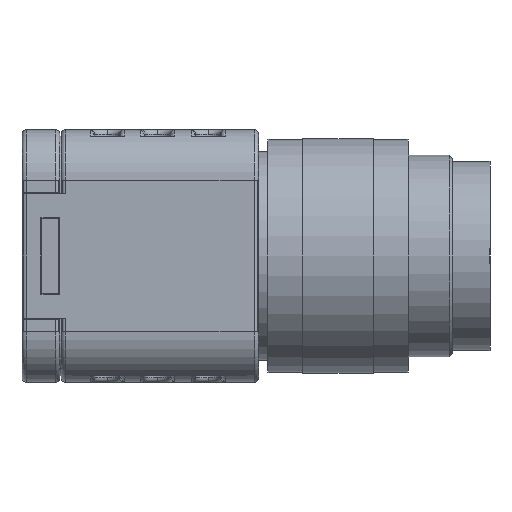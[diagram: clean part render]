
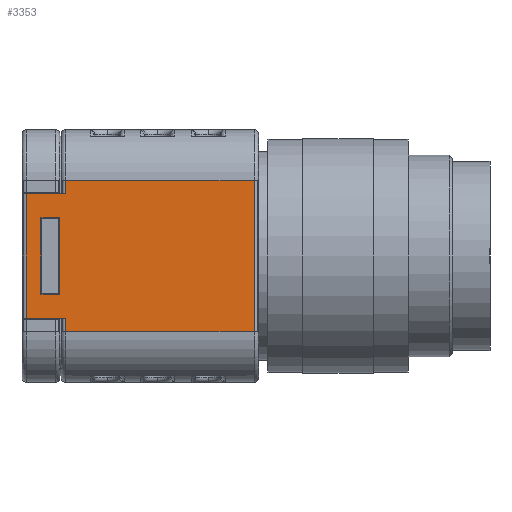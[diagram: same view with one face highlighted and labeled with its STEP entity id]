
A CAD part, left-side view. The second image highlights one B-rep face of the part: STEP entity #3353.
In plain terms, the highlighted planar face has unit normal (-1, 0, 0).
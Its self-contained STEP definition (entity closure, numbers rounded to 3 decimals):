
#1412=CARTESIAN_POINT('',(-10.0,0.35,6.0));
#1413=VERTEX_POINT('',#1412);
#1421=CARTESIAN_POINT('',(-10.0,0.35,-6.0));
#1422=VERTEX_POINT('',#1421);
#1423=CARTESIAN_POINT('',(-10.0,0.35,6.0));
#1424=DIRECTION('',(0.0,0.0,-1.0));
#1425=VECTOR('',#1424,12.0);
#1426=LINE('',#1423,#1425);
#1427=EDGE_CURVE('',#1413,#1422,#1426,.T.);
#2366=CARTESIAN_POINT('',(-10.0,18.4,-4.95));
#2367=VERTEX_POINT('',#2366);
#2375=CARTESIAN_POINT('',(-10.0,18.4,4.95));
#2376=VERTEX_POINT('',#2375);
#2377=CARTESIAN_POINT('',(-10.0,18.4,-4.95));
#2378=DIRECTION('',(0.0,0.0,1.0));
#2379=VECTOR('',#2378,9.9);
#2380=LINE('',#2377,#2379);
#2381=EDGE_CURVE('',#2367,#2376,#2380,.T.);
#3231=CARTESIAN_POINT('',(-10.0,15.3,4.95));
#3232=VERTEX_POINT('',#3231);
#3233=CARTESIAN_POINT('',(-10.0,18.4,4.95));
#3234=DIRECTION('',(0.0,-1.0,0.0));
#3235=VECTOR('',#3234,3.1);
#3236=LINE('',#3233,#3235);
#3237=EDGE_CURVE('',#2376,#3232,#3236,.T.);
#3273=CARTESIAN_POINT('',(-10.0,0.0,6.0));
#3274=DIRECTION('',(-1.0,0.0,0.0));
#3275=DIRECTION('',(0.0,0.0,1.0));
#3276=AXIS2_PLACEMENT_3D('',#3273,#3274,#3275);
#3277=PLANE('',#3276);
#3278=ORIENTED_EDGE('',*,*,#2381,.F.);
#3279=CARTESIAN_POINT('',(-10.0,15.3,-4.95));
#3280=VERTEX_POINT('',#3279);
#3281=CARTESIAN_POINT('',(-10.0,15.3,-4.95));
#3282=DIRECTION('',(0.0,1.0,0.0));
#3283=VECTOR('',#3282,3.1);
#3284=LINE('',#3281,#3283);
#3285=EDGE_CURVE('',#3280,#2367,#3284,.T.);
#3286=ORIENTED_EDGE('',*,*,#3285,.F.);
#3287=CARTESIAN_POINT('',(-10.0,15.3,-6.0));
#3288=VERTEX_POINT('',#3287);
#3289=CARTESIAN_POINT('',(-10.0,15.3,-6.0));
#3290=DIRECTION('',(0.0,0.0,1.0));
#3291=VECTOR('',#3290,1.05);
#3292=LINE('',#3289,#3291);
#3293=EDGE_CURVE('',#3288,#3280,#3292,.T.);
#3294=ORIENTED_EDGE('',*,*,#3293,.F.);
#3295=CARTESIAN_POINT('',(-10.0,0.35,-6.0));
#3296=DIRECTION('',(0.0,1.0,0.0));
#3297=VECTOR('',#3296,14.95);
#3298=LINE('',#3295,#3297);
#3299=EDGE_CURVE('',#1422,#3288,#3298,.T.);
#3300=ORIENTED_EDGE('',*,*,#3299,.F.);
#3301=ORIENTED_EDGE('',*,*,#1427,.F.);
#3302=CARTESIAN_POINT('',(-10.0,15.3,6.0));
#3303=VERTEX_POINT('',#3302);
#3304=CARTESIAN_POINT('',(-10.0,0.35,6.0));
#3305=DIRECTION('',(0.0,1.0,0.0));
#3306=VECTOR('',#3305,14.95);
#3307=LINE('',#3304,#3306);
#3308=EDGE_CURVE('',#1413,#3303,#3307,.T.);
#3309=ORIENTED_EDGE('',*,*,#3308,.T.);
#3310=CARTESIAN_POINT('',(-10.0,15.3,4.95));
#3311=DIRECTION('',(0.0,0.0,1.0));
#3312=VECTOR('',#3311,1.05);
#3313=LINE('',#3310,#3312);
#3314=EDGE_CURVE('',#3232,#3303,#3313,.T.);
#3315=ORIENTED_EDGE('',*,*,#3314,.F.);
#3316=ORIENTED_EDGE('',*,*,#3237,.F.);
#3317=EDGE_LOOP('',(#3278,#3286,#3294,#3300,#3301,#3309,#3315,#3316));
#3318=FACE_OUTER_BOUND('',#3317,.T.);
#3319=CARTESIAN_POINT('',(-10.0,15.75,3.05));
#3320=VERTEX_POINT('',#3319);
#3321=CARTESIAN_POINT('',(-10.0,15.75,-3.05));
#3322=VERTEX_POINT('',#3321);
#3323=CARTESIAN_POINT('',(-10.0,15.75,3.05));
#3324=DIRECTION('',(0.0,0.0,-1.0));
#3325=VECTOR('',#3324,6.1);
#3326=LINE('',#3323,#3325);
#3327=EDGE_CURVE('',#3320,#3322,#3326,.T.);
#3328=ORIENTED_EDGE('',*,*,#3327,.T.);
#3329=CARTESIAN_POINT('',(-10.0,17.25,-3.05));
#3330=VERTEX_POINT('',#3329);
#3331=CARTESIAN_POINT('',(-10.0,15.75,-3.05));
#3332=DIRECTION('',(0.0,1.0,0.0));
#3333=VECTOR('',#3332,1.5);
#3334=LINE('',#3331,#3333);
#3335=EDGE_CURVE('',#3322,#3330,#3334,.T.);
#3336=ORIENTED_EDGE('',*,*,#3335,.T.);
#3337=CARTESIAN_POINT('',(-10.0,17.25,3.05));
#3338=VERTEX_POINT('',#3337);
#3339=CARTESIAN_POINT('',(-10.0,17.25,-3.05));
#3340=DIRECTION('',(0.0,0.0,1.0));
#3341=VECTOR('',#3340,6.1);
#3342=LINE('',#3339,#3341);
#3343=EDGE_CURVE('',#3330,#3338,#3342,.T.);
#3344=ORIENTED_EDGE('',*,*,#3343,.T.);
#3345=CARTESIAN_POINT('',(-10.0,17.25,3.05));
#3346=DIRECTION('',(0.0,-1.0,0.0));
#3347=VECTOR('',#3346,1.5);
#3348=LINE('',#3345,#3347);
#3349=EDGE_CURVE('',#3338,#3320,#3348,.T.);
#3350=ORIENTED_EDGE('',*,*,#3349,.T.);
#3351=EDGE_LOOP('',(#3328,#3336,#3344,#3350));
#3352=FACE_BOUND('',#3351,.T.);
#3353=ADVANCED_FACE('',(#3318,#3352),#3277,.T.);
